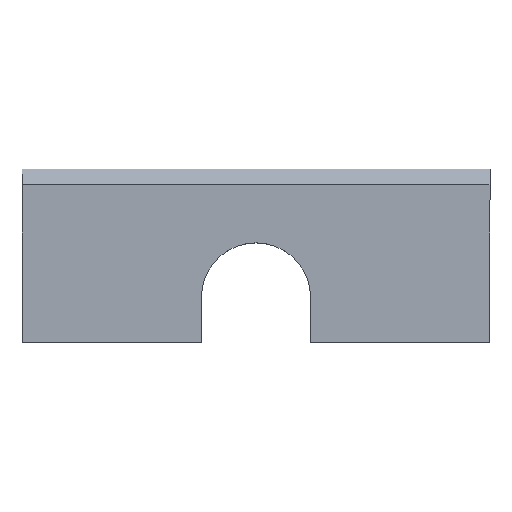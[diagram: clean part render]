
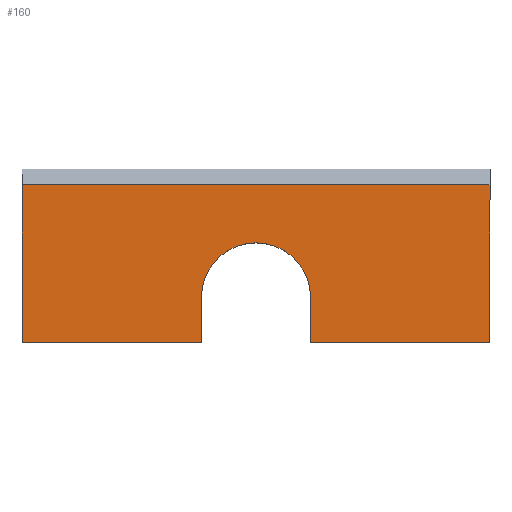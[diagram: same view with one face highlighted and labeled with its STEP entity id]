
A CAD part, top view. The second image highlights one B-rep face of the part: STEP entity #160.
In plain terms, the highlighted planar face has unit normal (0, 0, 1).
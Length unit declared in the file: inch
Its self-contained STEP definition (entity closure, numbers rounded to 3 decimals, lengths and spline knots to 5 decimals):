
#5 = CARTESIAN_POINT ( 'NONE',  ( 0., 0., 0.124 ) ) ;
#11 = VECTOR ( 'NONE', #258, 39.37008 ) ;
#18 = VECTOR ( 'NONE', #48, 39.37008 ) ;
#30 = VERTEX_POINT ( 'NONE', #205 ) ;
#31 = DIRECTION ( 'NONE',  ( -1., 0., 0. ) ) ;
#32 = ORIENTED_EDGE ( 'NONE', *, *, #341, .F. ) ;
#45 = EDGE_CURVE ( 'NONE', #372, #330, #168, .T. ) ;
#48 = DIRECTION ( 'NONE',  ( 1., 0., 0. ) ) ;
#52 = CARTESIAN_POINT ( 'NONE',  ( 1.875, 0., 0.124 ) ) ;
#55 = CARTESIAN_POINT ( 'NONE',  ( 1.15625, 0.18125, 0.124 ) ) ;
#76 = LINE ( 'NONE', #198, #137 ) ;
#88 = EDGE_CURVE ( 'NONE', #148, #243, #76, .T. ) ;
#99 = EDGE_CURVE ( 'NONE', #30, #207, #233, .T. ) ;
#100 = DIRECTION ( 'NONE',  ( 1., 0., 0. ) ) ;
#110 = AXIS2_PLACEMENT_3D ( 'NONE', #301, #141, #31 ) ;
#112 = LINE ( 'NONE', #55, #169 ) ;
#122 = LINE ( 'NONE', #155, #219 ) ;
#126 = CARTESIAN_POINT ( 'NONE',  ( 0.71875, 0.18125, 0.124 ) ) ;
#127 = VECTOR ( 'NONE', #145, 39.37008 ) ;
#132 = ORIENTED_EDGE ( 'NONE', *, *, #278, .T. ) ;
#137 = VECTOR ( 'NONE', #329, 39.37008 ) ;
#141 = DIRECTION ( 'NONE',  ( 0., 0., -1. ) ) ;
#145 = DIRECTION ( 'NONE',  ( 0., 1., 0. ) ) ;
#148 = VERTEX_POINT ( 'NONE', #216 ) ;
#155 = CARTESIAN_POINT ( 'NONE',  ( 0.71875, 0.18125, 0.124 ) ) ;
#160 = ADVANCED_FACE ( 'NONE', ( #399 ), #272, .F. ) ;
#166 = ORIENTED_EDGE ( 'NONE', *, *, #88, .T. ) ;
#168 = LINE ( 'NONE', #362, #11 ) ;
#169 = VECTOR ( 'NONE', #369, 39.37008 ) ;
#171 = EDGE_CURVE ( 'NONE', #243, #330, #210, .T. ) ;
#179 = EDGE_CURVE ( 'NONE', #148, #404, #112, .T. ) ;
#198 = CARTESIAN_POINT ( 'NONE',  ( 0., 0., 0.124 ) ) ;
#199 = ORIENTED_EDGE ( 'NONE', *, *, #99, .T. ) ;
#205 = CARTESIAN_POINT ( 'NONE',  ( 0., 0., 0.124 ) ) ;
#207 = VERTEX_POINT ( 'NONE', #268 ) ;
#210 = LINE ( 'NONE', #374, #127 ) ;
#211 = ORIENTED_EDGE ( 'NONE', *, *, #171, .T. ) ;
#216 = CARTESIAN_POINT ( 'NONE',  ( 1.15625, 0., 0.124 ) ) ;
#219 = VECTOR ( 'NONE', #283, 39.37008 ) ;
#222 = CARTESIAN_POINT ( 'NONE',  ( 0., 0.633, 0.124 ) ) ;
#223 = DIRECTION ( 'NONE',  ( 0., 0., 1. ) ) ;
#233 = LINE ( 'NONE', #367, #18 ) ;
#240 = ORIENTED_EDGE ( 'NONE', *, *, #179, .F. ) ;
#243 = VERTEX_POINT ( 'NONE', #52 ) ;
#246 = EDGE_LOOP ( 'NONE', ( #32, #240, #166, #211, #407, #132, #199, #293 ) ) ;
#253 = CARTESIAN_POINT ( 'NONE',  ( 0.9375, 0.18125, 0.124 ) ) ;
#258 = DIRECTION ( 'NONE',  ( 1., 0., 0. ) ) ;
#268 = CARTESIAN_POINT ( 'NONE',  ( 0.71875, 0., 0.124 ) ) ;
#269 = VECTOR ( 'NONE', #357, 39.37008 ) ;
#272 = PLANE ( 'NONE',  #110 ) ;
#278 = EDGE_CURVE ( 'NONE', #372, #30, #313, .T. ) ;
#283 = DIRECTION ( 'NONE',  ( 0., -1., 0. ) ) ;
#289 = CARTESIAN_POINT ( 'NONE',  ( 1.875, 0.633, 0.124 ) ) ;
#293 = ORIENTED_EDGE ( 'NONE', *, *, #356, .F. ) ;
#301 = CARTESIAN_POINT ( 'NONE',  ( 0., 0.695, 0.124 ) ) ;
#303 = AXIS2_PLACEMENT_3D ( 'NONE', #253, #223, #100 ) ;
#313 = LINE ( 'NONE', #5, #269 ) ;
#316 = CARTESIAN_POINT ( 'NONE',  ( 1.15625, 0.18125, 0.124 ) ) ;
#329 = DIRECTION ( 'NONE',  ( 1., 0., 0. ) ) ;
#330 = VERTEX_POINT ( 'NONE', #289 ) ;
#341 = EDGE_CURVE ( 'NONE', #404, #375, #381, .T. ) ;
#356 = EDGE_CURVE ( 'NONE', #375, #207, #122, .T. ) ;
#357 = DIRECTION ( 'NONE',  ( 0., -1., 0. ) ) ;
#362 = CARTESIAN_POINT ( 'NONE',  ( 0., 0.633, 0.124 ) ) ;
#367 = CARTESIAN_POINT ( 'NONE',  ( 0., 0., 0.124 ) ) ;
#369 = DIRECTION ( 'NONE',  ( 0., 1., 0. ) ) ;
#372 = VERTEX_POINT ( 'NONE', #222 ) ;
#374 = CARTESIAN_POINT ( 'NONE',  ( 1.875, 0., 0.124 ) ) ;
#375 = VERTEX_POINT ( 'NONE', #126 ) ;
#381 = CIRCLE ( 'NONE', #303, 0.21875 ) ;
#399 = FACE_OUTER_BOUND ( 'NONE', #246, .T. ) ;
#404 = VERTEX_POINT ( 'NONE', #316 ) ;
#407 = ORIENTED_EDGE ( 'NONE', *, *, #45, .F. ) ;
